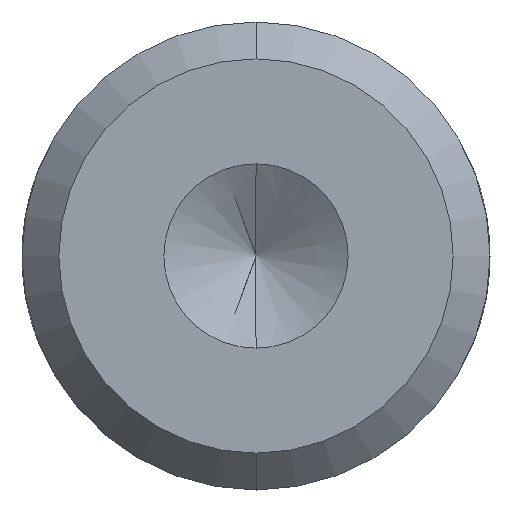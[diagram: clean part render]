
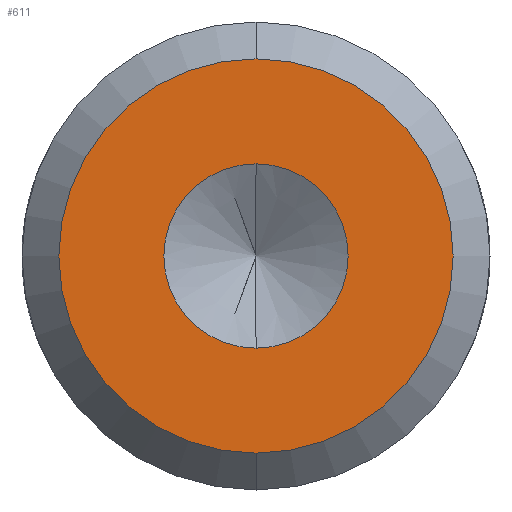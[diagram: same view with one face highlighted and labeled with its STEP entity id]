
A CAD part, front view. The second image highlights one B-rep face of the part: STEP entity #611.
In plain terms, the highlighted planar face has unit normal (0, -1, 0).
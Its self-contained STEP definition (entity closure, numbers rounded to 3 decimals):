
#21 = AXIS2_PLACEMENT_3D ( 'NONE', #861, #496, #407 ) ;
#35 = DIRECTION ( 'NONE',  ( 0., -1., 0. ) ) ;
#36 = DIRECTION ( 'NONE',  ( 0., 0., -1. ) ) ;
#40 = AXIS2_PLACEMENT_3D ( 'NONE', #953, #35, #580 ) ;
#45 = CIRCLE ( 'NONE', #330, 2.5 ) ;
#55 = VERTEX_POINT ( 'NONE', #705 ) ;
#65 = CARTESIAN_POINT ( 'NONE',  ( 0., 0., 0. ) ) ;
#75 = EDGE_CURVE ( 'NONE', #792, #305, #45, .T. ) ;
#100 = VERTEX_POINT ( 'NONE', #355 ) ;
#167 = ORIENTED_EDGE ( 'NONE', *, *, #75, .F. ) ;
#178 = EDGE_LOOP ( 'NONE', ( #312, #473 ) ) ;
#196 = CIRCLE ( 'NONE', #461, 5.35 ) ;
#252 = PLANE ( 'NONE',  #21 ) ;
#305 = VERTEX_POINT ( 'NONE', #668 ) ;
#312 = ORIENTED_EDGE ( 'NONE', *, *, #422, .T. ) ;
#323 = CIRCLE ( 'NONE', #40, 5.35 ) ;
#330 = AXIS2_PLACEMENT_3D ( 'NONE', #804, #810, #36 ) ;
#336 = EDGE_CURVE ( 'NONE', #305, #792, #463, .T. ) ;
#339 = FACE_BOUND ( 'NONE', #919, .T. ) ;
#355 = CARTESIAN_POINT ( 'NONE',  ( 0., 0., -5.35 ) ) ;
#378 = EDGE_CURVE ( 'NONE', #100, #55, #196, .T. ) ;
#407 = DIRECTION ( 'NONE',  ( 0., 0., 1. ) ) ;
#422 = EDGE_CURVE ( 'NONE', #55, #100, #323, .T. ) ;
#461 = AXIS2_PLACEMENT_3D ( 'NONE', #65, #612, #541 ) ;
#463 = CIRCLE ( 'NONE', #734, 2.5 ) ;
#473 = ORIENTED_EDGE ( 'NONE', *, *, #378, .T. ) ;
#496 = DIRECTION ( 'NONE',  ( 0., 1., 0. ) ) ;
#541 = DIRECTION ( 'NONE',  ( 0., 0., -1. ) ) ;
#580 = DIRECTION ( 'NONE',  ( 0., 0., -1. ) ) ;
#586 = CARTESIAN_POINT ( 'NONE',  ( 0., 0., -2.5 ) ) ;
#611 = ADVANCED_FACE ( 'NONE', ( #339, #1002 ), #252, .F. ) ;
#612 = DIRECTION ( 'NONE',  ( 0., -1., 0. ) ) ;
#668 = CARTESIAN_POINT ( 'NONE',  ( 0., 0., 2.5 ) ) ;
#705 = CARTESIAN_POINT ( 'NONE',  ( 0., 0., 5.35 ) ) ;
#734 = AXIS2_PLACEMENT_3D ( 'NONE', #911, #761, #912 ) ;
#761 = DIRECTION ( 'NONE',  ( 0., -1., 0. ) ) ;
#792 = VERTEX_POINT ( 'NONE', #586 ) ;
#804 = CARTESIAN_POINT ( 'NONE',  ( 0., 0., 0. ) ) ;
#810 = DIRECTION ( 'NONE',  ( 0., -1., 0. ) ) ;
#861 = CARTESIAN_POINT ( 'NONE',  ( 0., 0., 0. ) ) ;
#911 = CARTESIAN_POINT ( 'NONE',  ( 0., 0., 0. ) ) ;
#912 = DIRECTION ( 'NONE',  ( 0., 0., -1. ) ) ;
#919 = EDGE_LOOP ( 'NONE', ( #167, #1003 ) ) ;
#953 = CARTESIAN_POINT ( 'NONE',  ( 0., 0., 0. ) ) ;
#1002 = FACE_OUTER_BOUND ( 'NONE', #178, .T. ) ;
#1003 = ORIENTED_EDGE ( 'NONE', *, *, #336, .F. ) ;
